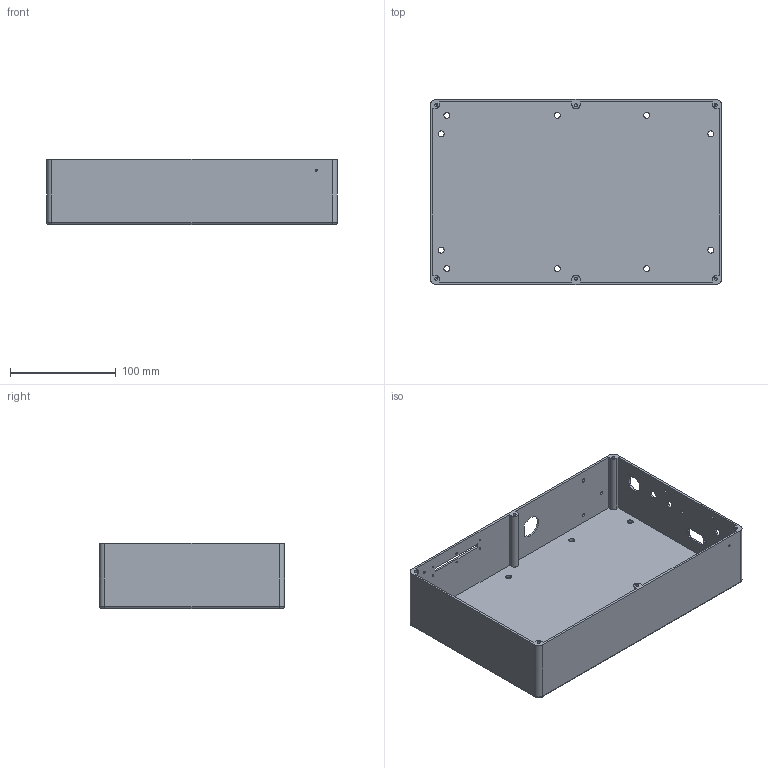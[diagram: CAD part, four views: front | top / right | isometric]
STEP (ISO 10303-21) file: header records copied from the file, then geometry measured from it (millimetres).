
FILE_DESCRIPTION (( 'STEP AP214' ), '1' );
FILE_NAME ('Êîðïóñ.STEP', '2020-03-04T07:25:14', ( '' ), ( '' ), 'SwSTEP 2.0', 'SolidWorks 2020', '' );
FILE_SCHEMA (( 'AUTOMOTIVE_DESIGN' ));
Length unit declared in the file: millimetre
Products named in the file (1): 扻豵鵨
Bounding box: 275 x 175 x 61.5 mm (x, y, z)
Volume: 254530.7 mm3; surface area: 202174.3 mm2
Topology: 1 solids, 1 shells, 155 faces, 436 edges, 278 vertices
Faces by surface type: cylinder 103, plane 36, cone 12, torus 4
Entity records: 5182 total; most frequent: DIRECTION 946, CARTESIAN_POINT 858, ORIENTED_EDGE 848, EDGE_CURVE 424, AXIS2_PLACEMENT_3D 366, VERTEX_POINT 278, EDGE_LOOP 238, VECTOR 214
